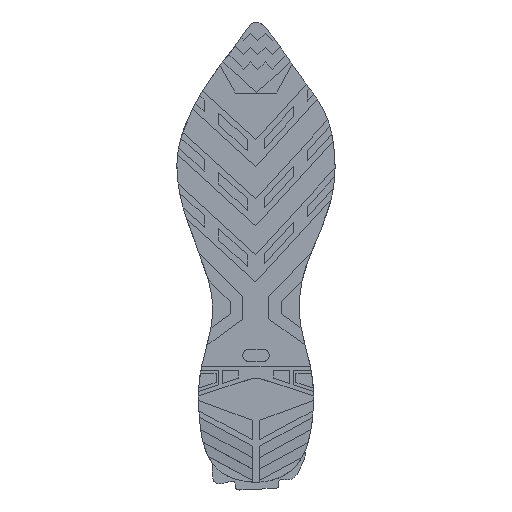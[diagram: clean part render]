
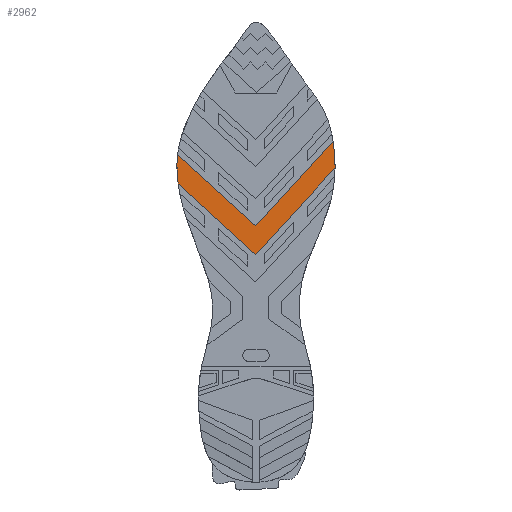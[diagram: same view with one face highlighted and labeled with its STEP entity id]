
A CAD part, top view. The second image highlights one B-rep face of the part: STEP entity #2962.
In plain terms, the highlighted face is planar.
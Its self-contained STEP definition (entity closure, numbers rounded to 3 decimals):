
#166 = VERTEX_POINT ( 'NONE', #3322 ) ;
#412 = CARTESIAN_POINT ( 'NONE',  ( 54.551, 3., -107.835 ) ) ;
#585 = DIRECTION ( 'NONE',  ( 0.673, 0., 0.74 ) ) ;
#737 = DIRECTION ( 'NONE',  ( 0., 0., -1. ) ) ;
#782 = VERTEX_POINT ( 'NONE', #1184 ) ;
#908 = CARTESIAN_POINT ( 'NONE',  ( -18.986, 3., -20.88 ) ) ;
#915 = ORIENTED_EDGE ( 'NONE', *, *, #1187, .F. ) ;
#968 = EDGE_CURVE ( 'NONE', #782, #6625, #5040, .T. ) ;
#1122 = LINE ( 'NONE', #6216, #6107 ) ;
#1184 = CARTESIAN_POINT ( 'NONE',  ( -53.596, 3., -117.179 ) ) ;
#1187 = EDGE_CURVE ( 'NONE', #1902, #6625, #6430, .T. ) ;
#1207 = DIRECTION ( 'NONE',  ( -0.74, 0., 0.673 ) ) ;
#1461 = CARTESIAN_POINT ( 'NONE',  ( 54.401, 3., -89.592 ) ) ;
#1554 = CARTESIAN_POINT ( 'NONE',  ( 54.096, 3., -87.331 ) ) ;
#1742 = DIRECTION ( 'NONE',  ( 0., -1., 0. ) ) ;
#1843 = PLANE ( 'NONE',  #4206 ) ;
#1869 = EDGE_CURVE ( 'NONE', #5746, #166, #1122, .T. ) ;
#1877 = CARTESIAN_POINT ( 'NONE',  ( -53.596, 3., -117.179 ) ) ;
#1902 = VERTEX_POINT ( 'NONE', #6183 ) ;
#1911 = CARTESIAN_POINT ( 'NONE',  ( -54.34, 3., -112.681 ) ) ;
#2151 = EDGE_LOOP ( 'NONE', ( #3509, #6550, #4182, #3623, #915, #2767 ) ) ;
#2218 = CARTESIAN_POINT ( 'NONE',  ( 0., 3., -58.234 ) ) ;
#2417 = CARTESIAN_POINT ( 'NONE',  ( -54.991, 3., -98.622 ) ) ;
#2502 = CARTESIAN_POINT ( 'NONE',  ( 55.105, 3., -102.894 ) ) ;
#2767 = ORIENTED_EDGE ( 'NONE', *, *, #6432, .T. ) ;
#2962 = ADVANCED_FACE ( 'NONE', ( #5360 ), #1843, .T. ) ;
#2963 = DIRECTION ( 'NONE',  ( 0.74, 0., -0.673 ) ) ;
#3138 = EDGE_CURVE ( 'NONE', #5746, #782, #3882, .T. ) ;
#3185 = VERTEX_POINT ( 'NONE', #4516 ) ;
#3322 = CARTESIAN_POINT ( 'NONE',  ( 0., 3., -38.144 ) ) ;
#3482 = DIRECTION ( 'NONE',  ( 0.673, 0., 0.74 ) ) ;
#3509 = ORIENTED_EDGE ( 'NONE', *, *, #5748, .F. ) ;
#3623 = ORIENTED_EDGE ( 'NONE', *, *, #968, .T. ) ;
#3882 = B_SPLINE_CURVE_WITH_KNOTS ( 'NONE', 3,
 ( #4997, #4477, #4013, #1911, #1877 ),
 .UNSPECIFIED., .F., .F.,
 ( 4, 1, 4 ),
 ( 0.838, 0.843, 0.855 ),
 .UNSPECIFIED. ) ;
#4013 = CARTESIAN_POINT ( 'NONE',  ( -54.95, 3., -106.378 ) ) ;
#4030 = CARTESIAN_POINT ( 'NONE',  ( 54.589, 3., -107.512 ) ) ;
#4092 = CARTESIAN_POINT ( 'NONE',  ( 55.059, 3., -95.959 ) ) ;
#4182 = ORIENTED_EDGE ( 'NONE', *, *, #3138, .T. ) ;
#4206 = AXIS2_PLACEMENT_3D ( 'NONE', #5958, #1742, #737 ) ;
#4477 = CARTESIAN_POINT ( 'NONE',  ( -55.013, 3., -100.256 ) ) ;
#4516 = CARTESIAN_POINT ( 'NONE',  ( 54.096, 3., -87.331 ) ) ;
#4926 = LINE ( 'NONE', #908, #6641 ) ;
#4936 = CARTESIAN_POINT ( 'NONE',  ( 28.986, 3., -26.356 ) ) ;
#4997 = CARTESIAN_POINT ( 'NONE',  ( -54.991, 3., -98.622 ) ) ;
#5040 = LINE ( 'NONE', #4936, #6673 ) ;
#5360 = FACE_OUTER_BOUND ( 'NONE', #2151, .T. ) ;
#5470 = B_SPLINE_CURVE_WITH_KNOTS ( 'NONE', 3,
 ( #412, #4030, #2502, #4092, #1461, #1554 ),
 .UNSPECIFIED., .F., .F.,
 ( 4, 1, 1, 4 ),
 ( 0.151, 0.152, 0.167, 0.175 ),
 .UNSPECIFIED. ) ;
#5746 = VERTEX_POINT ( 'NONE', #2417 ) ;
#5748 = EDGE_CURVE ( 'NONE', #166, #3185, #4926, .T. ) ;
#5827 = CARTESIAN_POINT ( 'NONE',  ( -28.986, 3., -31.879 ) ) ;
#5958 = CARTESIAN_POINT ( 'NONE',  ( 0., 3., 0. ) ) ;
#6107 = VECTOR ( 'NONE', #585, 1000. ) ;
#6183 = CARTESIAN_POINT ( 'NONE',  ( 54.551, 3., -107.835 ) ) ;
#6216 = CARTESIAN_POINT ( 'NONE',  ( 18.986, 3., -17.263 ) ) ;
#6430 = LINE ( 'NONE', #5827, #6532 ) ;
#6432 = EDGE_CURVE ( 'NONE', #1902, #3185, #5470, .T. ) ;
#6532 = VECTOR ( 'NONE', #1207, 1000. ) ;
#6550 = ORIENTED_EDGE ( 'NONE', *, *, #1869, .F. ) ;
#6625 = VERTEX_POINT ( 'NONE', #2218 ) ;
#6641 = VECTOR ( 'NONE', #2963, 1000. ) ;
#6673 = VECTOR ( 'NONE', #3482, 1000. ) ;
